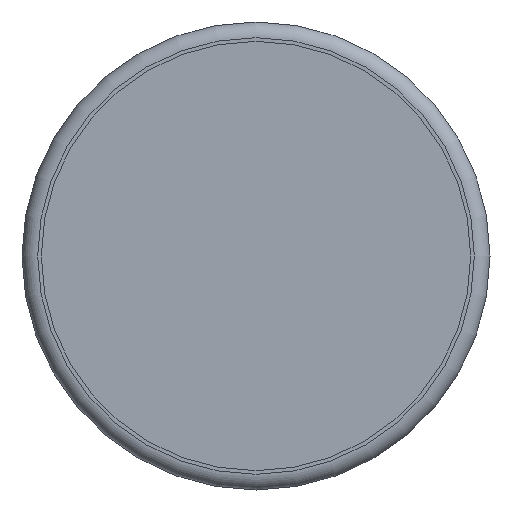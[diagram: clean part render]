
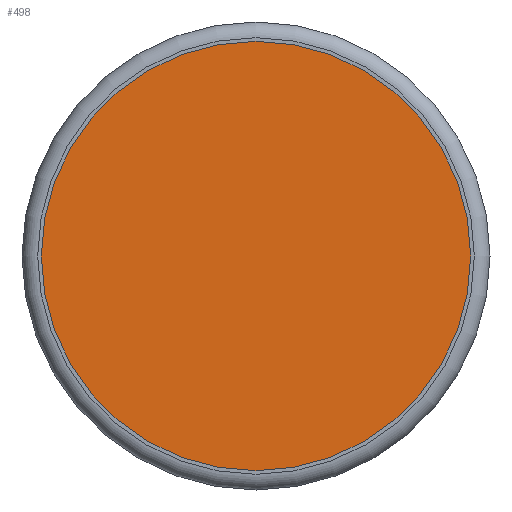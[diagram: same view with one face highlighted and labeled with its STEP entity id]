
A CAD part, front view. The second image highlights one B-rep face of the part: STEP entity #498.
In plain terms, the highlighted planar face has unit normal (0, -1, 0).
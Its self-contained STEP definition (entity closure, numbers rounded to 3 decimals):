
#88=ORIENTED_EDGE('',*,*,#114,.T.);
#114=EDGE_CURVE('',#140,#140,#166,.T.);
#140=VERTEX_POINT('',#743);
#166=CIRCLE('',#555,20.5);
#218=EDGE_LOOP('',(#88));
#270=FACE_BOUND('',#218,.T.);
#280=PLANE('',#556);
#498=ADVANCED_FACE('',(#270),#280,.F.);
#555=AXIS2_PLACEMENT_3D('',#742,#661,#662);
#556=AXIS2_PLACEMENT_3D('',#744,#663,#664);
#661=DIRECTION('',(0.,-1.,0.));
#662=DIRECTION('',(0.,0.,-1.));
#663=DIRECTION('',(0.,1.,0.));
#664=DIRECTION('',(0.,0.,1.));
#742=CARTESIAN_POINT('',(0.,0.,0.));
#743=CARTESIAN_POINT('',(0.,0.,-20.5));
#744=CARTESIAN_POINT('',(20.5,0.,0.));
